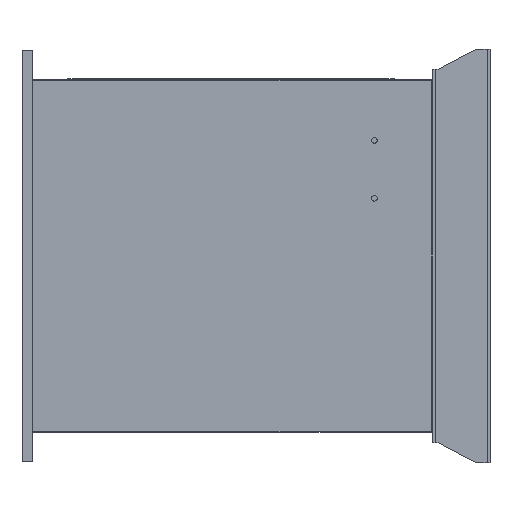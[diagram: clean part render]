
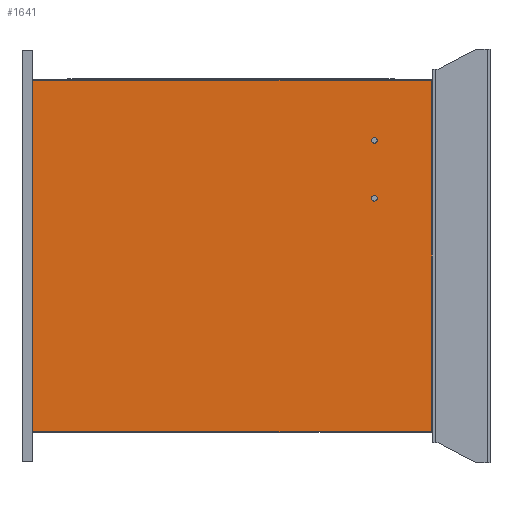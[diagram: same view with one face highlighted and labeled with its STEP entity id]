
A CAD part, left-side view. The second image highlights one B-rep face of the part: STEP entity #1641.
In plain terms, the highlighted planar face has unit normal (-1, 0, 0).
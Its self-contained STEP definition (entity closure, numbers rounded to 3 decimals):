
#9 = EDGE_CURVE ( 'NONE', #299, #391, #775, .T. ) ;
#20 = VECTOR ( 'NONE', #176, 1000. ) ;
#24 = EDGE_CURVE ( 'NONE', #164, #36, #1848, .T. ) ;
#27 = LINE ( 'NONE', #1424, #2675 ) ;
#36 = VERTEX_POINT ( 'NONE', #2075 ) ;
#111 = VERTEX_POINT ( 'NONE', #2057 ) ;
#123 = AXIS2_PLACEMENT_3D ( 'NONE', #1445, #1860, #377 ) ;
#164 = VERTEX_POINT ( 'NONE', #206 ) ;
#176 = DIRECTION ( 'NONE',  ( 0., -1., 0. ) ) ;
#206 = CARTESIAN_POINT ( 'NONE',  ( -380., 98.5, 105. ) ) ;
#240 = CARTESIAN_POINT ( 'NONE',  ( -380., 98.5, 200. ) ) ;
#246 = DIRECTION ( 'NONE',  ( -1., 0., 0. ) ) ;
#299 = VERTEX_POINT ( 'NONE', #1118 ) ;
#323 = ORIENTED_EDGE ( 'NONE', *, *, #24, .F. ) ;
#364 = VERTEX_POINT ( 'NONE', #1771 ) ;
#377 = DIRECTION ( 'NONE',  ( 0., 0., 1. ) ) ;
#391 = VERTEX_POINT ( 'NONE', #2431 ) ;
#393 = CARTESIAN_POINT ( 'NONE',  ( -380., 690.7, 305. ) ) ;
#436 = ORIENTED_EDGE ( 'NONE', *, *, #836, .F. ) ;
#440 = CIRCLE ( 'NONE', #1006, 5. ) ;
#505 = DIRECTION ( 'NONE',  ( 0., 0., -1. ) ) ;
#521 = DIRECTION ( 'NONE',  ( 1., 0., 0. ) ) ;
#601 = CARTESIAN_POINT ( 'NONE',  ( -380., 98.5, 100. ) ) ;
#604 = DIRECTION ( 'NONE',  ( 0., 1., 0. ) ) ;
#628 = VECTOR ( 'NONE', #1484, 1000. ) ;
#706 = ORIENTED_EDGE ( 'NONE', *, *, #1356, .F. ) ;
#707 = CIRCLE ( 'NONE', #123, 5. ) ;
#718 = CARTESIAN_POINT ( 'NONE',  ( -380., 98.5, 195. ) ) ;
#775 = LINE ( 'NONE', #393, #20 ) ;
#781 = VERTEX_POINT ( 'NONE', #2126 ) ;
#822 = AXIS2_PLACEMENT_3D ( 'NONE', #601, #1871, #2099 ) ;
#836 = EDGE_CURVE ( 'NONE', #781, #299, #849, .T. ) ;
#837 = DIRECTION ( 'NONE',  ( 0., 0., 1. ) ) ;
#849 = LINE ( 'NONE', #1666, #1548 ) ;
#858 = AXIS2_PLACEMENT_3D ( 'NONE', #1683, #1695, #837 ) ;
#991 = ORIENTED_EDGE ( 'NONE', *, *, #1971, .F. ) ;
#1006 = AXIS2_PLACEMENT_3D ( 'NONE', #240, #246, #2162 ) ;
#1054 = CARTESIAN_POINT ( 'NONE',  ( -380., -1.5, 305. ) ) ;
#1107 = VERTEX_POINT ( 'NONE', #718 ) ;
#1118 = CARTESIAN_POINT ( 'NONE',  ( -380., 690.7, 305. ) ) ;
#1194 = LINE ( 'NONE', #1054, #628 ) ;
#1203 = AXIS2_PLACEMENT_3D ( 'NONE', #2425, #521, #505 ) ;
#1356 = EDGE_CURVE ( 'NONE', #391, #111, #1194, .T. ) ;
#1381 = EDGE_LOOP ( 'NONE', ( #1947, #1828 ) ) ;
#1424 = CARTESIAN_POINT ( 'NONE',  ( -380., 690.7, -305. ) ) ;
#1445 = CARTESIAN_POINT ( 'NONE',  ( -380., 98.5, 100. ) ) ;
#1452 = FACE_BOUND ( 'NONE', #1459, .T. ) ;
#1459 = EDGE_LOOP ( 'NONE', ( #323, #1574 ) ) ;
#1484 = DIRECTION ( 'NONE',  ( 0., 0., -1. ) ) ;
#1548 = VECTOR ( 'NONE', #2744, 1000. ) ;
#1574 = ORIENTED_EDGE ( 'NONE', *, *, #2004, .F. ) ;
#1641 = ADVANCED_FACE ( 'NONE', ( #1452, #2682, #1820 ), #1797, .F. ) ;
#1666 = CARTESIAN_POINT ( 'NONE',  ( -380., 690.7, 305. ) ) ;
#1683 = CARTESIAN_POINT ( 'NONE',  ( -380., 98.5, 200. ) ) ;
#1695 = DIRECTION ( 'NONE',  ( -1., 0., 0. ) ) ;
#1771 = CARTESIAN_POINT ( 'NONE',  ( -380., 98.5, 205. ) ) ;
#1797 = PLANE ( 'NONE',  #1203 ) ;
#1820 = FACE_OUTER_BOUND ( 'NONE', #2229, .T. ) ;
#1828 = ORIENTED_EDGE ( 'NONE', *, *, #2476, .F. ) ;
#1848 = CIRCLE ( 'NONE', #822, 5. ) ;
#1860 = DIRECTION ( 'NONE',  ( -1., 0., 0. ) ) ;
#1871 = DIRECTION ( 'NONE',  ( -1., 0., 0. ) ) ;
#1947 = ORIENTED_EDGE ( 'NONE', *, *, #2401, .F. ) ;
#1971 = EDGE_CURVE ( 'NONE', #111, #781, #27, .T. ) ;
#2004 = EDGE_CURVE ( 'NONE', #36, #164, #707, .T. ) ;
#2057 = CARTESIAN_POINT ( 'NONE',  ( -380., -1.5, -305. ) ) ;
#2075 = CARTESIAN_POINT ( 'NONE',  ( -380., 98.5, 95. ) ) ;
#2099 = DIRECTION ( 'NONE',  ( 0., 0., 1. ) ) ;
#2126 = CARTESIAN_POINT ( 'NONE',  ( -380., 690.7, -305. ) ) ;
#2162 = DIRECTION ( 'NONE',  ( 0., 0., 1. ) ) ;
#2229 = EDGE_LOOP ( 'NONE', ( #991, #706, #2387, #436 ) ) ;
#2387 = ORIENTED_EDGE ( 'NONE', *, *, #9, .F. ) ;
#2401 = EDGE_CURVE ( 'NONE', #364, #1107, #2479, .T. ) ;
#2425 = CARTESIAN_POINT ( 'NONE',  ( -380., 0., 0. ) ) ;
#2431 = CARTESIAN_POINT ( 'NONE',  ( -380., -1.5, 305. ) ) ;
#2476 = EDGE_CURVE ( 'NONE', #1107, #364, #440, .T. ) ;
#2479 = CIRCLE ( 'NONE', #858, 5. ) ;
#2675 = VECTOR ( 'NONE', #604, 1000. ) ;
#2682 = FACE_BOUND ( 'NONE', #1381, .T. ) ;
#2744 = DIRECTION ( 'NONE',  ( 0., 0., 1. ) ) ;
